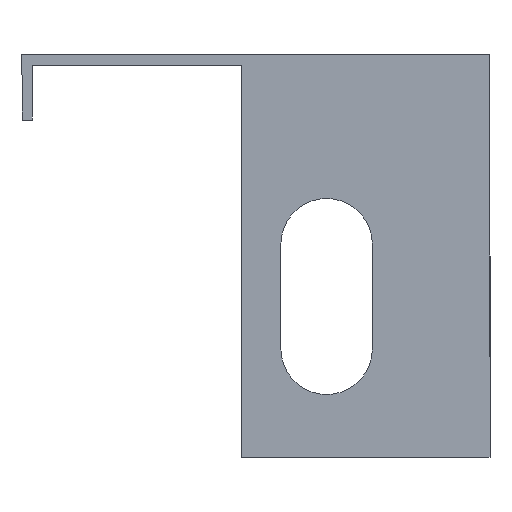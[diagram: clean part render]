
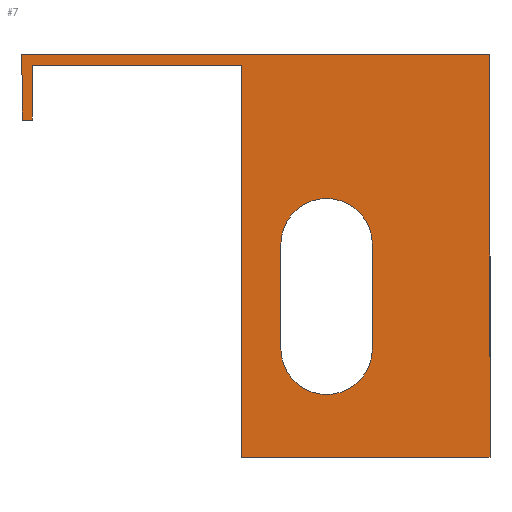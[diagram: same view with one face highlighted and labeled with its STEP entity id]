
A CAD part, left-side view. The second image highlights one B-rep face of the part: STEP entity #7.
In plain terms, the highlighted planar face has unit normal (-1, 0, 0).
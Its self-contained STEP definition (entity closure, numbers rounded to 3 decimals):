
#3 = CARTESIAN_POINT ( 'NONE',  ( -50.8, 26.3, 0. ) ) ;
#6 = DIRECTION ( 'NONE',  ( 1., 0., 0. ) ) ;
#7 = ADVANCED_FACE ( 'NONE', ( #116, #190 ), #231, .F. ) ;
#22 = CARTESIAN_POINT ( 'NONE',  ( -50.8, -0.5, -14.5 ) ) ;
#31 = ORIENTED_EDGE ( 'NONE', *, *, #713, .T. ) ;
#44 = LINE ( 'NONE', #377, #636 ) ;
#56 = AXIS2_PLACEMENT_3D ( 'NONE', #502, #143, #561 ) ;
#61 = LINE ( 'NONE', #769, #717 ) ;
#64 = CARTESIAN_POINT ( 'NONE',  ( -50.8, 9.5, -30.8 ) ) ;
#72 = VERTEX_POINT ( 'NONE', #144 ) ;
#73 = ORIENTED_EDGE ( 'NONE', *, *, #284, .F. ) ;
#74 = VERTEX_POINT ( 'NONE', #269 ) ;
#86 = VECTOR ( 'NONE', #403, 1000. ) ;
#87 = VERTEX_POINT ( 'NONE', #93 ) ;
#93 = CARTESIAN_POINT ( 'NONE',  ( -50.8, 6.5, -22.5 ) ) ;
#94 = VECTOR ( 'NONE', #246, 1000. ) ;
#96 = VERTEX_POINT ( 'NONE', #163 ) ;
#104 = CARTESIAN_POINT ( 'NONE',  ( -50.8, -9.5, -30.8 ) ) ;
#107 = VERTEX_POINT ( 'NONE', #326 ) ;
#116 = FACE_BOUND ( 'NONE', #289, .T. ) ;
#117 = ORIENTED_EDGE ( 'NONE', *, *, #354, .F. ) ;
#123 = LINE ( 'NONE', #64, #304 ) ;
#125 = CARTESIAN_POINT ( 'NONE',  ( -50.8, 26.3, 0. ) ) ;
#143 = DIRECTION ( 'NONE',  ( -1., 0., 0. ) ) ;
#144 = CARTESIAN_POINT ( 'NONE',  ( -50.8, -9.5, -30.8 ) ) ;
#150 = EDGE_LOOP ( 'NONE', ( #170, #73, #117, #373, #31, #226, #278, #288 ) ) ;
#154 = CIRCLE ( 'NONE', #56, 3.5 ) ;
#162 = EDGE_CURVE ( 'NONE', #74, #457, #701, .T. ) ;
#163 = CARTESIAN_POINT ( 'NONE',  ( -50.8, -9.5, 0. ) ) ;
#170 = ORIENTED_EDGE ( 'NONE', *, *, #195, .T. ) ;
#172 = ORIENTED_EDGE ( 'NONE', *, *, #657, .F. ) ;
#173 = EDGE_CURVE ( 'NONE', #391, #72, #240, .T. ) ;
#175 = LINE ( 'NONE', #608, #476 ) ;
#184 = CARTESIAN_POINT ( 'NONE',  ( -50.8, 9.5, -0.8 ) ) ;
#185 = DIRECTION ( 'NONE',  ( -1., 0., 0. ) ) ;
#190 = FACE_OUTER_BOUND ( 'NONE', #150, .T. ) ;
#194 = DIRECTION ( 'NONE',  ( 0., 0., 1. ) ) ;
#195 = EDGE_CURVE ( 'NONE', #72, #96, #61, .T. ) ;
#224 = ORIENTED_EDGE ( 'NONE', *, *, #235, .F. ) ;
#226 = ORIENTED_EDGE ( 'NONE', *, *, #162, .T. ) ;
#231 = PLANE ( 'NONE',  #402 ) ;
#235 = EDGE_CURVE ( 'NONE', #107, #518, #383, .T. ) ;
#236 = CARTESIAN_POINT ( 'NONE',  ( -50.8, 6.5, -22.5 ) ) ;
#240 = LINE ( 'NONE', #104, #86 ) ;
#244 = EDGE_CURVE ( 'NONE', #574, #87, #503, .T. ) ;
#246 = DIRECTION ( 'NONE',  ( 0., 0., 1. ) ) ;
#269 = CARTESIAN_POINT ( 'NONE',  ( -50.8, 25.5, -0.8 ) ) ;
#278 = ORIENTED_EDGE ( 'NONE', *, *, #316, .T. ) ;
#284 = EDGE_CURVE ( 'NONE', #342, #96, #781, .T. ) ;
#288 = ORIENTED_EDGE ( 'NONE', *, *, #173, .T. ) ;
#289 = EDGE_LOOP ( 'NONE', ( #224, #371, #423, #172 ) ) ;
#295 = DIRECTION ( 'NONE',  ( 0., 0., 1. ) ) ;
#302 = CARTESIAN_POINT ( 'NONE',  ( -50.8, 6.5, -14.5 ) ) ;
#304 = VECTOR ( 'NONE', #533, 1000. ) ;
#316 = EDGE_CURVE ( 'NONE', #457, #391, #123, .T. ) ;
#326 = CARTESIAN_POINT ( 'NONE',  ( -50.8, -0.5, -22.5 ) ) ;
#340 = VECTOR ( 'NONE', #776, 1000. ) ;
#342 = VERTEX_POINT ( 'NONE', #3 ) ;
#354 = EDGE_CURVE ( 'NONE', #555, #342, #723, .T. ) ;
#371 = ORIENTED_EDGE ( 'NONE', *, *, #523, .F. ) ;
#373 = ORIENTED_EDGE ( 'NONE', *, *, #730, .T. ) ;
#377 = CARTESIAN_POINT ( 'NONE',  ( -50.8, 26.3, -5. ) ) ;
#378 = AXIS2_PLACEMENT_3D ( 'NONE', #541, #185, #605 ) ;
#383 = LINE ( 'NONE', #409, #683 ) ;
#391 = VERTEX_POINT ( 'NONE', #601 ) ;
#402 = AXIS2_PLACEMENT_3D ( 'NONE', #184, #6, #768 ) ;
#403 = DIRECTION ( 'NONE',  ( 0., -1., 0. ) ) ;
#408 = DIRECTION ( 'NONE',  ( 0., 0., 1. ) ) ;
#409 = CARTESIAN_POINT ( 'NONE',  ( -50.8, -0.5, -22.5 ) ) ;
#423 = ORIENTED_EDGE ( 'NONE', *, *, #244, .F. ) ;
#427 = CARTESIAN_POINT ( 'NONE',  ( -50.8, 9.5, -0.8 ) ) ;
#428 = DIRECTION ( 'NONE',  ( 0., -1., 0. ) ) ;
#457 = VERTEX_POINT ( 'NONE', #427 ) ;
#461 = VECTOR ( 'NONE', #653, 1000. ) ;
#476 = VECTOR ( 'NONE', #194, 1000. ) ;
#502 = CARTESIAN_POINT ( 'NONE',  ( -50.8, 3., -22.5 ) ) ;
#503 = LINE ( 'NONE', #236, #340 ) ;
#518 = VERTEX_POINT ( 'NONE', #22 ) ;
#523 = EDGE_CURVE ( 'NONE', #87, #107, #154, .T. ) ;
#530 = VECTOR ( 'NONE', #747, 1000. ) ;
#531 = VERTEX_POINT ( 'NONE', #743 ) ;
#533 = DIRECTION ( 'NONE',  ( 0., 0., -1. ) ) ;
#541 = CARTESIAN_POINT ( 'NONE',  ( -50.8, 3., -14.5 ) ) ;
#551 = CIRCLE ( 'NONE', #378, 3.5 ) ;
#555 = VERTEX_POINT ( 'NONE', #564 ) ;
#561 = DIRECTION ( 'NONE',  ( 0., 0., 1. ) ) ;
#564 = CARTESIAN_POINT ( 'NONE',  ( -50.8, 26.3, -5. ) ) ;
#574 = VERTEX_POINT ( 'NONE', #302 ) ;
#601 = CARTESIAN_POINT ( 'NONE',  ( -50.8, 9.5, -30.8 ) ) ;
#605 = DIRECTION ( 'NONE',  ( 0., 0., 1. ) ) ;
#608 = CARTESIAN_POINT ( 'NONE',  ( -50.8, 25.5, 0. ) ) ;
#636 = VECTOR ( 'NONE', #428, 1000. ) ;
#653 = DIRECTION ( 'NONE',  ( 0., -1., 0. ) ) ;
#657 = EDGE_CURVE ( 'NONE', #518, #574, #551, .T. ) ;
#683 = VECTOR ( 'NONE', #295, 1000. ) ;
#701 = LINE ( 'NONE', #702, #530 ) ;
#702 = CARTESIAN_POINT ( 'NONE',  ( -50.8, 27.431, -0.8 ) ) ;
#713 = EDGE_CURVE ( 'NONE', #531, #74, #175, .T. ) ;
#717 = VECTOR ( 'NONE', #408, 1000. ) ;
#719 = CARTESIAN_POINT ( 'NONE',  ( -50.8, 27.431, 0. ) ) ;
#723 = LINE ( 'NONE', #125, #94 ) ;
#730 = EDGE_CURVE ( 'NONE', #555, #531, #44, .T. ) ;
#743 = CARTESIAN_POINT ( 'NONE',  ( -50.8, 25.5, -5. ) ) ;
#747 = DIRECTION ( 'NONE',  ( 0., -1., 0. ) ) ;
#768 = DIRECTION ( 'NONE',  ( 0., 0., -1. ) ) ;
#769 = CARTESIAN_POINT ( 'NONE',  ( -50.8, -9.5, -0.8 ) ) ;
#776 = DIRECTION ( 'NONE',  ( 0., 0., -1. ) ) ;
#781 = LINE ( 'NONE', #719, #461 ) ;
